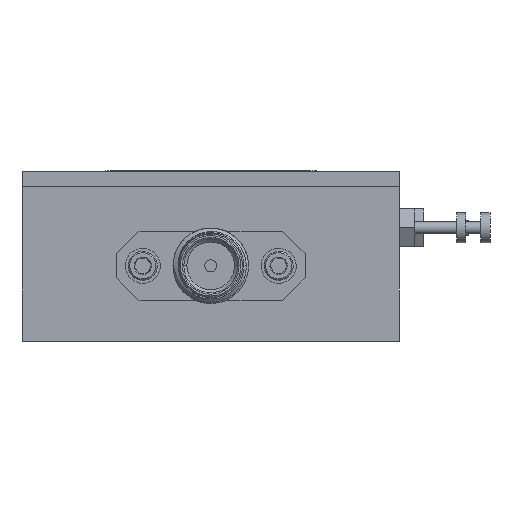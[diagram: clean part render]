
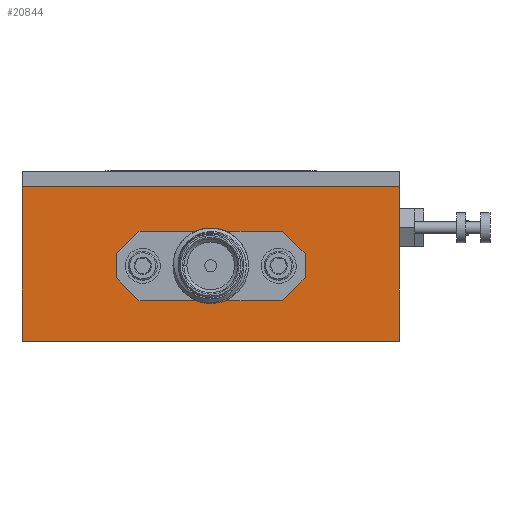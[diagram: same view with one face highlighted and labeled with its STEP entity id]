
A CAD part, left-side view. The second image highlights one B-rep face of the part: STEP entity #20844.
In plain terms, the highlighted planar face has unit normal (-1, 0, 0).
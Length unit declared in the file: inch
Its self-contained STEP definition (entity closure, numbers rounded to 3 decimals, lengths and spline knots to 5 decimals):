
#2576 = FACE_BOUND ( 'NONE', #46349, .T. ) ;
#3868 = LINE ( 'NONE', #53872, #64232 ) ;
#4502 = VECTOR ( 'NONE', #47904, 39.37008 ) ;
#4780 = CARTESIAN_POINT ( 'NONE',  ( -0.625, 0.625, -0.2815 ) ) ;
#5880 = CARTESIAN_POINT ( 'NONE',  ( -0.625, 0.17625, 0.14475 ) ) ;
#7328 = VERTEX_POINT ( 'NONE', #25169 ) ;
#8340 = VECTOR ( 'NONE', #9248, 39.37008 ) ;
#8797 = VECTOR ( 'NONE', #14252, 39.37008 ) ;
#9237 = EDGE_CURVE ( 'NONE', #16435, #25157, #28544, .T. ) ;
#9248 = DIRECTION ( 'NONE',  ( 0., -1., 0. ) ) ;
#9440 = CARTESIAN_POINT ( 'NONE',  ( -0.625, -0.625, 0.2815 ) ) ;
#9972 = DIRECTION ( 'NONE',  ( 0., -1., 0. ) ) ;
#10284 = VERTEX_POINT ( 'NONE', #4780 ) ;
#10306 = CARTESIAN_POINT ( 'NONE',  ( -0.625, -0.17625, -0.20775 ) ) ;
#10427 = CARTESIAN_POINT ( 'NONE',  ( -0.625, 0.625, 0.2315 ) ) ;
#10985 = CARTESIAN_POINT ( 'NONE',  ( -0.625, -0.3125, -0.0715 ) ) ;
#12023 = VERTEX_POINT ( 'NONE', #10985 ) ;
#12861 = CARTESIAN_POINT ( 'NONE',  ( -0.625, -0.2375, 0.0835 ) ) ;
#13371 = LINE ( 'NONE', #53510, #4502 ) ;
#13886 = VERTEX_POINT ( 'NONE', #10427 ) ;
#14252 = DIRECTION ( 'NONE',  ( 0., 0.707, -0.707 ) ) ;
#15035 = VERTEX_POINT ( 'NONE', #15402 ) ;
#15402 = CARTESIAN_POINT ( 'NONE',  ( -0.625, 0.3125, 0.0085 ) ) ;
#15556 = ORIENTED_EDGE ( 'NONE', *, *, #64252, .T. ) ;
#15748 = LINE ( 'NONE', #5880, #60821 ) ;
#15942 = EDGE_CURVE ( 'NONE', #7328, #22914, #39035, .T. ) ;
#15944 = CARTESIAN_POINT ( 'NONE',  ( -0.625, 0.2375, -0.1465 ) ) ;
#16435 = VERTEX_POINT ( 'NONE', #12861 ) ;
#16657 = VERTEX_POINT ( 'NONE', #17463 ) ;
#17086 = AXIS2_PLACEMENT_3D ( 'NONE', #42682, #37435, #62131 ) ;
#17463 = CARTESIAN_POINT ( 'NONE',  ( -0.625, -0.3125, 0.0085 ) ) ;
#17892 = DIRECTION ( 'NONE',  ( 0., -1., 0. ) ) ;
#18355 = CARTESIAN_POINT ( 'NONE',  ( -0.625, -0.3125, 0.0835 ) ) ;
#18421 = ORIENTED_EDGE ( 'NONE', *, *, #41541, .T. ) ;
#18561 = ORIENTED_EDGE ( 'NONE', *, *, #25510, .T. ) ;
#19257 = VECTOR ( 'NONE', #9972, 39.37008 ) ;
#20030 = ORIENTED_EDGE ( 'NONE', *, *, #21950, .F. ) ;
#20844 = ADVANCED_FACE ( 'NONE', ( #2576, #31216 ), #32183, .F. ) ;
#21525 = VERTEX_POINT ( 'NONE', #15944 ) ;
#21568 = LINE ( 'NONE', #46548, #29729 ) ;
#21697 = DIRECTION ( 'NONE',  ( 0., -0.707, -0.707 ) ) ;
#21950 = EDGE_CURVE ( 'NONE', #12023, #16657, #3868, .T. ) ;
#22914 = VERTEX_POINT ( 'NONE', #57954 ) ;
#23037 = ORIENTED_EDGE ( 'NONE', *, *, #50935, .T. ) ;
#23612 = DIRECTION ( 'NONE',  ( 0., 0., 1. ) ) ;
#24450 = LINE ( 'NONE', #35615, #19257 ) ;
#25157 = VERTEX_POINT ( 'NONE', #49586 ) ;
#25169 = CARTESIAN_POINT ( 'NONE',  ( -0.625, -0.625, 0.2315 ) ) ;
#25510 = EDGE_CURVE ( 'NONE', #12023, #42517, #55042, .T. ) ;
#25512 = EDGE_CURVE ( 'NONE', #13886, #7328, #24450, .T. ) ;
#26489 = LINE ( 'NONE', #62344, #53236 ) ;
#26957 = CARTESIAN_POINT ( 'NONE',  ( -0.625, -0.17625, 0.14475 ) ) ;
#27946 = CARTESIAN_POINT ( 'NONE',  ( -0.625, -0.2375, -0.1465 ) ) ;
#28544 = LINE ( 'NONE', #18355, #53639 ) ;
#29729 = VECTOR ( 'NONE', #61052, 39.37008 ) ;
#29831 = DIRECTION ( 'NONE',  ( 0., 0., -1. ) ) ;
#29893 = DIRECTION ( 'NONE',  ( 0., -0.707, 0.707 ) ) ;
#30002 = EDGE_LOOP ( 'NONE', ( #53556, #50242, #15556, #51553 ) ) ;
#31216 = FACE_OUTER_BOUND ( 'NONE', #30002, .T. ) ;
#32183 = PLANE ( 'NONE',  #17086 ) ;
#33576 = ORIENTED_EDGE ( 'NONE', *, *, #43321, .F. ) ;
#33809 = DIRECTION ( 'NONE',  ( 0., 1., 0. ) ) ;
#34233 = CARTESIAN_POINT ( 'NONE',  ( -0.625, 0.625, 0.2815 ) ) ;
#34975 = ORIENTED_EDGE ( 'NONE', *, *, #9237, .F. ) ;
#35615 = CARTESIAN_POINT ( 'NONE',  ( -0.625, -0.625, 0.2315 ) ) ;
#35929 = CARTESIAN_POINT ( 'NONE',  ( -0.625, 0.3125, -0.0715 ) ) ;
#37435 = DIRECTION ( 'NONE',  ( 1., 0., 0. ) ) ;
#38019 = VERTEX_POINT ( 'NONE', #35929 ) ;
#39035 = LINE ( 'NONE', #9440, #58392 ) ;
#39165 = LINE ( 'NONE', #34233, #49284 ) ;
#41541 = EDGE_CURVE ( 'NONE', #21525, #38019, #21568, .T. ) ;
#42517 = VERTEX_POINT ( 'NONE', #27946 ) ;
#42682 = CARTESIAN_POINT ( 'NONE',  ( -0.625, -0.625, 0.2815 ) ) ;
#43321 = EDGE_CURVE ( 'NONE', #21525, #42517, #26489, .T. ) ;
#44606 = DIRECTION ( 'NONE',  ( 0., 0., -1. ) ) ;
#46349 = EDGE_LOOP ( 'NONE', ( #18421, #63215, #62247, #34975, #23037, #20030, #18561, #33576 ) ) ;
#46548 = CARTESIAN_POINT ( 'NONE',  ( -0.625, 0.17625, -0.20775 ) ) ;
#47904 = DIRECTION ( 'NONE',  ( 0., 0., -1. ) ) ;
#48691 = EDGE_CURVE ( 'NONE', #15035, #38019, #13371, .T. ) ;
#49284 = VECTOR ( 'NONE', #29831, 39.37008 ) ;
#49586 = CARTESIAN_POINT ( 'NONE',  ( -0.625, 0.2375, 0.0835 ) ) ;
#50242 = ORIENTED_EDGE ( 'NONE', *, *, #64354, .T. ) ;
#50935 = EDGE_CURVE ( 'NONE', #16435, #16657, #61500, .T. ) ;
#51553 = ORIENTED_EDGE ( 'NONE', *, *, #15942, .F. ) ;
#53236 = VECTOR ( 'NONE', #17892, 39.37008 ) ;
#53510 = CARTESIAN_POINT ( 'NONE',  ( -0.625, 0.3125, 0.0835 ) ) ;
#53556 = ORIENTED_EDGE ( 'NONE', *, *, #25512, .F. ) ;
#53639 = VECTOR ( 'NONE', #33809, 39.37008 ) ;
#53872 = CARTESIAN_POINT ( 'NONE',  ( -0.625, -0.3125, 0.0835 ) ) ;
#55042 = LINE ( 'NONE', #10306, #8797 ) ;
#57954 = CARTESIAN_POINT ( 'NONE',  ( -0.625, -0.625, -0.2815 ) ) ;
#58392 = VECTOR ( 'NONE', #44606, 39.37008 ) ;
#59200 = VECTOR ( 'NONE', #21697, 39.37008 ) ;
#59239 = LINE ( 'NONE', #63849, #8340 ) ;
#60821 = VECTOR ( 'NONE', #29893, 39.37008 ) ;
#61052 = DIRECTION ( 'NONE',  ( 0., 0.707, 0.707 ) ) ;
#61500 = LINE ( 'NONE', #26957, #59200 ) ;
#62131 = DIRECTION ( 'NONE',  ( 0., 1., 0. ) ) ;
#62247 = ORIENTED_EDGE ( 'NONE', *, *, #63560, .T. ) ;
#62344 = CARTESIAN_POINT ( 'NONE',  ( -0.625, -0.3125, -0.1465 ) ) ;
#63215 = ORIENTED_EDGE ( 'NONE', *, *, #48691, .F. ) ;
#63560 = EDGE_CURVE ( 'NONE', #15035, #25157, #15748, .T. ) ;
#63849 = CARTESIAN_POINT ( 'NONE',  ( -0.625, -0.625, -0.2815 ) ) ;
#64232 = VECTOR ( 'NONE', #23612, 39.37008 ) ;
#64252 = EDGE_CURVE ( 'NONE', #10284, #22914, #59239, .T. ) ;
#64354 = EDGE_CURVE ( 'NONE', #13886, #10284, #39165, .T. ) ;
